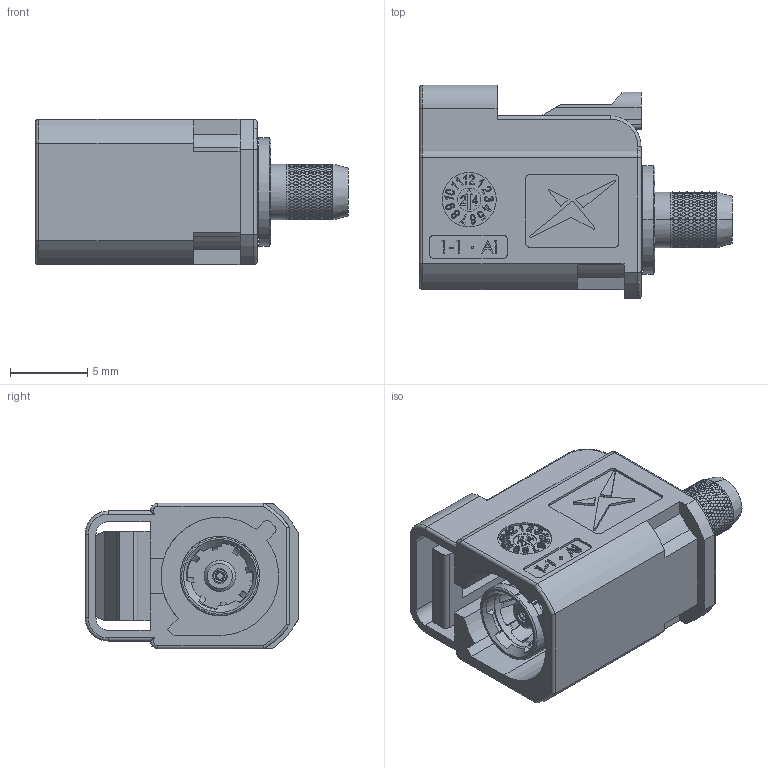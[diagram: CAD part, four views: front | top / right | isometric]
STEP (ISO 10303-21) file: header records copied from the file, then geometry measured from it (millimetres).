
FILE_DESCRIPTION (( 'STEP AP214' ), '1' );
FILE_NAME ('3D CON.001077-FAKRA Gen 2 Code I Jack-TGC302-WEB.STEP', '2024-08-16T11:01:47', ( '' ), ( '' ), 'SwSTEP 2.0', 'SolidWorks 2022', '' );
FILE_SCHEMA (( 'AUTOMOTIVE_DESIGN' ));
Length unit declared in the file: millimetre
Products named in the file (1): 3D CON.001077-FAKRA Gen 2 Code I Jack-TGC302-WEB
Bounding box: 20.2 x 13.8 x 9.4 mm (x, y, z)
Volume: 1047.6 mm3; surface area: 1731.8 mm2
Topology: 1 solids, 1 shells, 4069 faces, 8880 edges, 4829 vertices
Faces by surface type: bspline 2925, cylinder 724, plane 379, cone 27, torus 14
Entity records: 123730 total; most frequent: CARTESIAN_POINT 60936, ORIENTED_EDGE 17760, EDGE_CURVE 8880, VERTEX_POINT 4829, DIRECTION 4535, EDGE_LOOP 4125, FACE_OUTER_BOUND 4069, ADVANCED_FACE 4069
